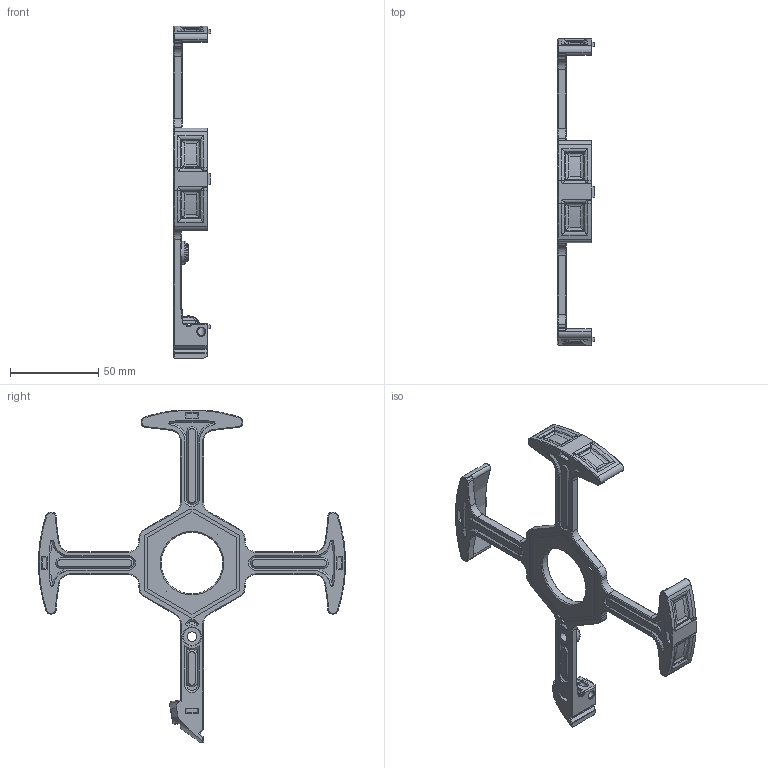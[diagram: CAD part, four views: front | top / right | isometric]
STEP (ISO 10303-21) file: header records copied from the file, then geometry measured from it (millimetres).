
FILE_DESCRIPTION(/* description */ ('STEP AP242','CAx-IF Rec.Pracs.---Representation and Presentation of Product Manufacturing Information (PMI)---4.0---2014-10-13','CAx-IF Rec.Pracs.---3D Tessellated Geometry---0.4---2014-09-14','2;1'),/* implementation_level */ '2;1');
FILE_NAME(/* name */ '64b4f2f5a3e414288f8839e3',/* time_stamp */ '2023-07-17T07:51:18Z',/* author */ (''),/* organization */ (''),/* preprocessor_version */ 'ST-DEVELOPER v19.4',/* originating_system */ ' ',/* authorisation */ ' ');
FILE_SCHEMA (('AP242_MANAGED_MODEL_BASED_3D_ENGINEERING_MIM_LF { 1 0 10303 442 1 1 4 }'));
Length unit declared in the file: metre
Products named in the file (1): Part 1
Bounding box: 21 x 173 x 187.6 mm (x, y, z)
Volume: 42199.8 mm3; surface area: 26275.1 mm2
Topology: 1 solids, 2 shells, 861 faces, 2196 edges, 1342 vertices
Faces by surface type: plane 327, cylinder 200, cone 166, bspline 126, torus 40, sphere 2
Full cylindrical faces by diameter (mm): 3.2 x1, 4.1 x2, 4.9 x1, 5.4 x1, 10 x1, 10.4 x1, 13 x1, 34.77 x1
Entity records: 29966 total; most frequent: CARTESIAN_POINT 10239, ORIENTED_EDGE 4290, DIRECTION 3850, EDGE_CURVE 2145, AXIS2_PLACEMENT_3D 1431, VERTEX_POINT 1332, LINE 988, VECTOR 988
